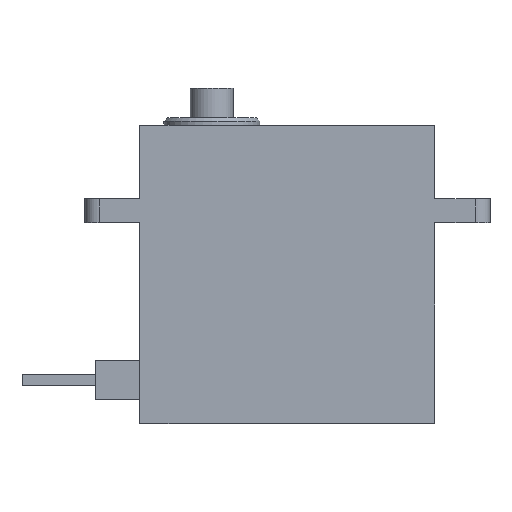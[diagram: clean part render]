
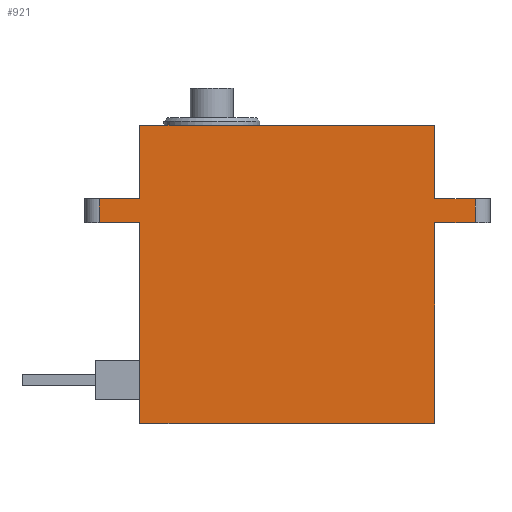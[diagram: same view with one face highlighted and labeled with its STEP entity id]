
A CAD part, top view. The second image highlights one B-rep face of the part: STEP entity #921.
In plain terms, the highlighted planar face has unit normal (0, 0, 1).
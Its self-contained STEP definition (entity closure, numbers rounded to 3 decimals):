
#98=FACE_OUTER_BOUND('',#151,.T.);
#151=EDGE_LOOP('',(#812,#813,#814,#815,#816,#817,#818,#819,#820,#821,#822,
#823));
#181=LINE('',#1333,#288);
#206=LINE('',#1396,#313);
#211=LINE('',#1405,#318);
#212=LINE('',#1408,#319);
#217=LINE('',#1417,#324);
#243=LINE('',#1485,#350);
#246=LINE('',#1492,#353);
#247=LINE('',#1495,#354);
#252=LINE('',#1504,#359);
#253=LINE('',#1507,#360);
#257=LINE('',#1513,#364);
#259=LINE('',#1516,#366);
#288=VECTOR('',#1083,10.);
#313=VECTOR('',#1142,10.);
#318=VECTOR('',#1149,10.);
#319=VECTOR('',#1152,10.);
#324=VECTOR('',#1159,10.);
#350=VECTOR('',#1221,10.);
#353=VECTOR('',#1228,10.);
#354=VECTOR('',#1231,10.);
#359=VECTOR('',#1238,10.);
#360=VECTOR('',#1241,10.);
#364=VECTOR('',#1247,10.);
#366=VECTOR('',#1251,10.);
#389=VERTEX_POINT('',#1327);
#391=VERTEX_POINT('',#1331);
#412=VERTEX_POINT('',#1395);
#415=VERTEX_POINT('',#1403);
#416=VERTEX_POINT('',#1407);
#419=VERTEX_POINT('',#1415);
#442=VERTEX_POINT('',#1482);
#443=VERTEX_POINT('',#1484);
#445=VERTEX_POINT('',#1490);
#446=VERTEX_POINT('',#1494);
#449=VERTEX_POINT('',#1502);
#450=VERTEX_POINT('',#1506);
#487=EDGE_CURVE('',#389,#391,#181,.T.);
#518=EDGE_CURVE('',#389,#412,#206,.T.);
#523=EDGE_CURVE('',#415,#391,#211,.T.);
#524=EDGE_CURVE('',#416,#412,#212,.T.);
#529=EDGE_CURVE('',#415,#419,#217,.T.);
#562=EDGE_CURVE('',#442,#443,#243,.T.);
#566=EDGE_CURVE('',#442,#445,#246,.T.);
#567=EDGE_CURVE('',#443,#446,#247,.T.);
#572=EDGE_CURVE('',#445,#449,#252,.T.);
#573=EDGE_CURVE('',#450,#446,#253,.T.);
#577=EDGE_CURVE('',#449,#416,#257,.T.);
#579=EDGE_CURVE('',#419,#450,#259,.T.);
#812=ORIENTED_EDGE('',*,*,#524,.T.);
#813=ORIENTED_EDGE('',*,*,#518,.F.);
#814=ORIENTED_EDGE('',*,*,#487,.T.);
#815=ORIENTED_EDGE('',*,*,#523,.F.);
#816=ORIENTED_EDGE('',*,*,#529,.T.);
#817=ORIENTED_EDGE('',*,*,#579,.T.);
#818=ORIENTED_EDGE('',*,*,#573,.T.);
#819=ORIENTED_EDGE('',*,*,#567,.F.);
#820=ORIENTED_EDGE('',*,*,#562,.F.);
#821=ORIENTED_EDGE('',*,*,#566,.T.);
#822=ORIENTED_EDGE('',*,*,#572,.T.);
#823=ORIENTED_EDGE('',*,*,#577,.T.);
#872=PLANE('',#1005);
#921=ADVANCED_FACE('',(#98),#872,.T.);
#1005=AXIS2_PLACEMENT_3D('',#1517,#1252,#1253);
#1083=DIRECTION('',(0.,-1.,0.));
#1142=DIRECTION('',(1.,0.,0.));
#1149=DIRECTION('',(-1.,0.,0.));
#1152=DIRECTION('',(0.,-1.,0.));
#1159=DIRECTION('',(0.,-1.,0.));
#1221=DIRECTION('',(0.,-1.,0.));
#1228=DIRECTION('',(-1.,0.,0.));
#1231=DIRECTION('',(-1.,0.,0.));
#1238=DIRECTION('',(0.,1.,0.));
#1241=DIRECTION('',(0.,1.,0.));
#1247=DIRECTION('',(-1.,0.,0.));
#1251=DIRECTION('',(1.,0.,0.));
#1252=DIRECTION('center_axis',(0.,0.,1.));
#1253=DIRECTION('ref_axis',(1.,0.,0.));
#1327=CARTESIAN_POINT('',(-5.5,30.5,20.));
#1331=CARTESIAN_POINT('',(-5.5,27.25,20.));
#1333=CARTESIAN_POINT('',(-5.5,30.5,20.));
#1395=CARTESIAN_POINT('',(0.,30.5,20.));
#1396=CARTESIAN_POINT('',(-5.5,30.5,20.));
#1403=CARTESIAN_POINT('',(0.,27.25,20.));
#1405=CARTESIAN_POINT('',(-5.5,27.25,20.));
#1407=CARTESIAN_POINT('',(0.,40.5,20.));
#1408=CARTESIAN_POINT('',(0.,40.5,20.));
#1415=CARTESIAN_POINT('',(0.,0.,20.));
#1417=CARTESIAN_POINT('',(0.,40.5,20.));
#1482=CARTESIAN_POINT('',(45.5,30.5,20.));
#1484=CARTESIAN_POINT('',(45.5,27.25,20.));
#1485=CARTESIAN_POINT('',(45.5,30.5,20.));
#1490=CARTESIAN_POINT('',(40.,30.5,20.));
#1492=CARTESIAN_POINT('',(45.5,30.5,20.));
#1494=CARTESIAN_POINT('',(40.,27.25,20.));
#1495=CARTESIAN_POINT('',(45.5,27.25,20.));
#1502=CARTESIAN_POINT('',(40.,40.5,20.));
#1504=CARTESIAN_POINT('',(40.,0.,20.));
#1506=CARTESIAN_POINT('',(40.,0.,20.));
#1507=CARTESIAN_POINT('',(40.,0.,20.));
#1513=CARTESIAN_POINT('',(40.,40.5,20.));
#1516=CARTESIAN_POINT('',(0.,0.,20.));
#1517=CARTESIAN_POINT('Origin',(20.,20.25,20.));
